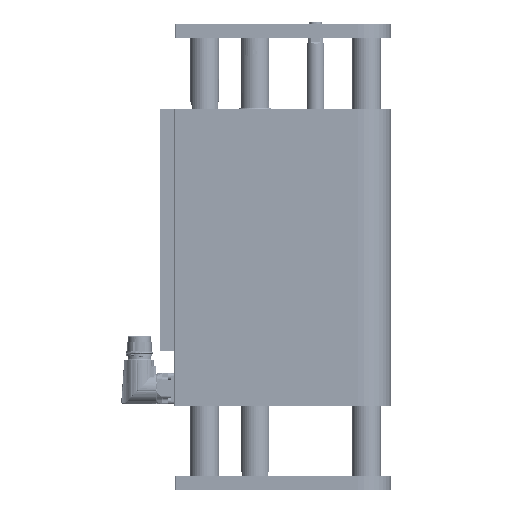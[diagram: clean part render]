
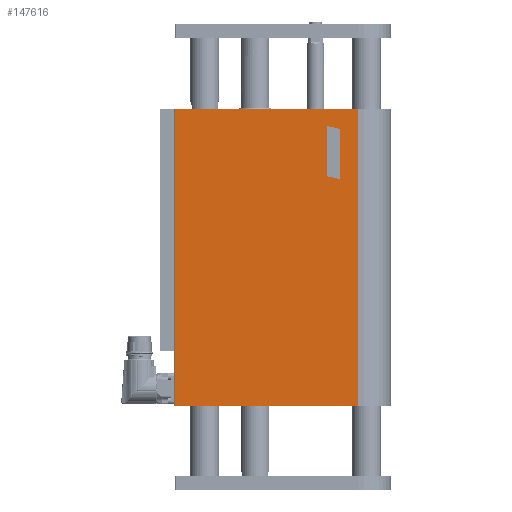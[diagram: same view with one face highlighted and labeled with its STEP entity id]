
A CAD part, left-side view. The second image highlights one B-rep face of the part: STEP entity #147616.
In plain terms, the highlighted planar face has unit normal (-1, 0, 0).
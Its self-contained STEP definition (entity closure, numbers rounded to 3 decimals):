
#5906 = VERTEX_POINT ( 'NONE', #41527 ) ;
#8690 = CARTESIAN_POINT ( 'NONE',  ( -22.5, 55.5, -103. ) ) ;
#9603 = VERTEX_POINT ( 'NONE', #142584 ) ;
#10876 = EDGE_CURVE ( 'NONE', #91393, #9603, #20476, .T. ) ;
#20476 = LINE ( 'NONE', #102367, #25955 ) ;
#21909 = EDGE_CURVE ( 'NONE', #51769, #91393, #29717, .T. ) ;
#24196 = LINE ( 'NONE', #103058, #106031 ) ;
#25955 = VECTOR ( 'NONE', #149009, 1000. ) ;
#26338 = AXIS2_PLACEMENT_3D ( 'NONE', #92216, #140280, #138800 ) ;
#29717 = LINE ( 'NONE', #121545, #72366 ) ;
#32644 = VECTOR ( 'NONE', #66198, 1000. ) ;
#33637 = CARTESIAN_POINT ( 'NONE',  ( -22.5, 57., 103. ) ) ;
#38927 = VECTOR ( 'NONE', #101468, 1000. ) ;
#39471 = CARTESIAN_POINT ( 'NONE',  ( -22.5, -13.606, 63.94 ) ) ;
#41527 = CARTESIAN_POINT ( 'NONE',  ( -22.5, -58.906, 89.091 ) ) ;
#42339 = CARTESIAN_POINT ( 'NONE',  ( -22.5, -49.922, 91.004 ) ) ;
#43186 = LINE ( 'NONE', #53932, #32644 ) ;
#45423 = PLANE ( 'NONE',  #26338 ) ;
#47829 = VECTOR ( 'NONE', #108641, 1000. ) ;
#49586 = ORIENTED_EDGE ( 'NONE', *, *, #10876, .T. ) ;
#50954 = LINE ( 'NONE', #39471, #144657 ) ;
#51769 = VERTEX_POINT ( 'NONE', #118630 ) ;
#52152 = EDGE_CURVE ( 'NONE', #142704, #83087, #43186, .T. ) ;
#53322 = LINE ( 'NONE', #125956, #38927 ) ;
#53932 = CARTESIAN_POINT ( 'NONE',  ( -22.5, -49.922, 0. ) ) ;
#54296 = EDGE_CURVE ( 'NONE', #51769, #108362, #69605, .T. ) ;
#57324 = DIRECTION ( 'NONE',  ( 0., -1., 0. ) ) ;
#57620 = VECTOR ( 'NONE', #57324, 1000. ) ;
#59203 = EDGE_LOOP ( 'NONE', ( #115978, #90662, #49586, #123435 ) ) ;
#60718 = FACE_OUTER_BOUND ( 'NONE', #59203, .T. ) ;
#61858 = CARTESIAN_POINT ( 'NONE',  ( -22.5, -58.906, 54.3 ) ) ;
#63879 = EDGE_CURVE ( 'NONE', #5906, #67742, #24196, .T. ) ;
#65168 = ORIENTED_EDGE ( 'NONE', *, *, #52152, .T. ) ;
#66198 = DIRECTION ( 'NONE',  ( 0., 0., 1. ) ) ;
#67742 = VERTEX_POINT ( 'NONE', #61858 ) ;
#69605 = LINE ( 'NONE', #33637, #57620 ) ;
#70998 = ORIENTED_EDGE ( 'NONE', *, *, #63879, .T. ) ;
#72366 = VECTOR ( 'NONE', #77208, 1000. ) ;
#72797 = LINE ( 'NONE', #75843, #47829 ) ;
#75843 = CARTESIAN_POINT ( 'NONE',  ( -22.5, -71.5, -103. ) ) ;
#77208 = DIRECTION ( 'NONE',  ( 0., 0., -1. ) ) ;
#79092 = EDGE_CURVE ( 'NONE', #9603, #108362, #72797, .T. ) ;
#83087 = VERTEX_POINT ( 'NONE', #42339 ) ;
#86272 = DIRECTION ( 'NONE',  ( 0., 0.978, 0.208 ) ) ;
#90662 = ORIENTED_EDGE ( 'NONE', *, *, #21909, .T. ) ;
#91393 = VERTEX_POINT ( 'NONE', #8690 ) ;
#92216 = CARTESIAN_POINT ( 'NONE',  ( -22.5, 57., -103. ) ) ;
#93413 = CARTESIAN_POINT ( 'NONE',  ( -22.5, -49.922, 56.212 ) ) ;
#101468 = DIRECTION ( 'NONE',  ( 0., -0.978, -0.208 ) ) ;
#102367 = CARTESIAN_POINT ( 'NONE',  ( -22.5, 57., -103. ) ) ;
#102779 = EDGE_CURVE ( 'NONE', #83087, #5906, #53322, .T. ) ;
#103058 = CARTESIAN_POINT ( 'NONE',  ( -22.5, -58.906, 0. ) ) ;
#103663 = EDGE_LOOP ( 'NONE', ( #142410, #70998, #126925, #65168 ) ) ;
#105839 = FACE_BOUND ( 'NONE', #103663, .T. ) ;
#106031 = VECTOR ( 'NONE', #149719, 1000. ) ;
#108362 = VERTEX_POINT ( 'NONE', #111633 ) ;
#108641 = DIRECTION ( 'NONE',  ( 0., 0., 1. ) ) ;
#111633 = CARTESIAN_POINT ( 'NONE',  ( -22.5, -71.5, 103. ) ) ;
#115978 = ORIENTED_EDGE ( 'NONE', *, *, #54296, .F. ) ;
#118630 = CARTESIAN_POINT ( 'NONE',  ( -22.5, 55.5, 103. ) ) ;
#121545 = CARTESIAN_POINT ( 'NONE',  ( -22.5, 55.5, -103. ) ) ;
#121766 = EDGE_CURVE ( 'NONE', #67742, #142704, #50954, .T. ) ;
#123435 = ORIENTED_EDGE ( 'NONE', *, *, #79092, .T. ) ;
#125956 = CARTESIAN_POINT ( 'NONE',  ( -22.5, -20.701, 97.226 ) ) ;
#126925 = ORIENTED_EDGE ( 'NONE', *, *, #121766, .T. ) ;
#138800 = DIRECTION ( 'NONE',  ( 0., -1., 0. ) ) ;
#140280 = DIRECTION ( 'NONE',  ( -1., 0., 0. ) ) ;
#142410 = ORIENTED_EDGE ( 'NONE', *, *, #102779, .T. ) ;
#142584 = CARTESIAN_POINT ( 'NONE',  ( -22.5, -71.5, -103. ) ) ;
#142704 = VERTEX_POINT ( 'NONE', #93413 ) ;
#144657 = VECTOR ( 'NONE', #86272, 1000. ) ;
#147616 = ADVANCED_FACE ( 'NONE', ( #60718, #105839 ), #45423, .T. ) ;
#149009 = DIRECTION ( 'NONE',  ( 0., -1., 0. ) ) ;
#149719 = DIRECTION ( 'NONE',  ( 0., 0., -1. ) ) ;
